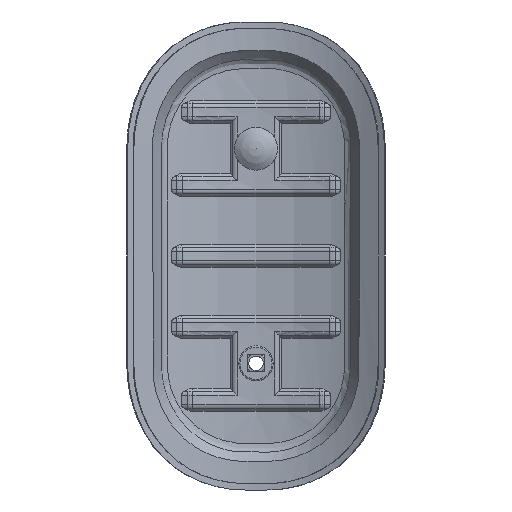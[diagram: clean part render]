
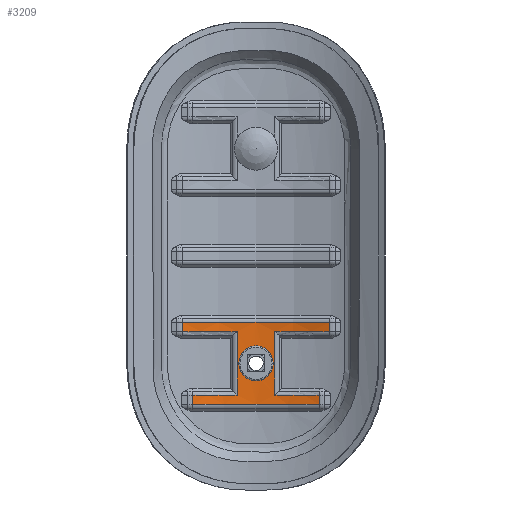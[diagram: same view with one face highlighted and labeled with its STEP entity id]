
A CAD part, front view. The second image highlights one B-rep face of the part: STEP entity #3209.
In plain terms, the highlighted cylindrical face has radius 103.3 mm (diameter 206.6 mm), a partial arc.
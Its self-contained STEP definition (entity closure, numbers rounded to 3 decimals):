
#938=CYLINDRICAL_SURFACE('',#39232,103.3);
#1261=FACE_BOUND('',#8894,.T.);
#1262=FACE_BOUND('',#8895,.T.);
#3209=ADVANCED_FACE('',(#1261,#1262),#938,.F.);
#8894=EDGE_LOOP('',(#14650,#14651,#14652,#14653,#14654,#14655,#14656,#14657,
#14658,#14659,#14660,#14661));
#8895=EDGE_LOOP('',(#14662));
#14650=ORIENTED_EDGE('',*,*,#26855,.T.);
#14651=ORIENTED_EDGE('',*,*,#26856,.T.);
#14652=ORIENTED_EDGE('',*,*,#26857,.F.);
#14653=ORIENTED_EDGE('',*,*,#26858,.T.);
#14654=ORIENTED_EDGE('',*,*,#26859,.T.);
#14655=ORIENTED_EDGE('',*,*,#26860,.T.);
#14656=ORIENTED_EDGE('',*,*,#26861,.T.);
#14657=ORIENTED_EDGE('',*,*,#26862,.T.);
#14658=ORIENTED_EDGE('',*,*,#26863,.F.);
#14659=ORIENTED_EDGE('',*,*,#26864,.T.);
#14660=ORIENTED_EDGE('',*,*,#26853,.T.);
#14661=ORIENTED_EDGE('',*,*,#26850,.T.);
#14662=ORIENTED_EDGE('',*,*,#26847,.T.);
#22824=VERTEX_POINT('',#64030);
#22826=VERTEX_POINT('',#64044);
#22827=VERTEX_POINT('',#64046);
#22828=VERTEX_POINT('',#64051);
#22829=VERTEX_POINT('',#64055);
#22830=VERTEX_POINT('',#64057);
#22831=VERTEX_POINT('',#64059);
#22832=VERTEX_POINT('',#64061);
#22833=VERTEX_POINT('',#64063);
#22834=VERTEX_POINT('',#64065);
#22835=VERTEX_POINT('',#64067);
#22836=VERTEX_POINT('',#64069);
#22837=VERTEX_POINT('',#64071);
#26847=EDGE_CURVE('',#22824,#22824,#30842,.T.);
#26850=EDGE_CURVE('',#22827,#22826,#32453,.T.);
#26853=EDGE_CURVE('',#22828,#22827,#34343,.T.);
#26855=EDGE_CURVE('',#22826,#22829,#34344,.T.);
#26856=EDGE_CURVE('',#22829,#22830,#32457,.T.);
#26857=EDGE_CURVE('',#22831,#22830,#34345,.T.);
#26858=EDGE_CURVE('',#22831,#22832,#32458,.T.);
#26859=EDGE_CURVE('',#22832,#22833,#34346,.T.);
#26860=EDGE_CURVE('',#22833,#22834,#32459,.T.);
#26861=EDGE_CURVE('',#22834,#22835,#34347,.T.);
#26862=EDGE_CURVE('',#22835,#22836,#32460,.T.);
#26863=EDGE_CURVE('',#22837,#22836,#34348,.T.);
#26864=EDGE_CURVE('',#22837,#22828,#32461,.T.);
#30842=B_SPLINE_CURVE_WITH_KNOTS('',3,(#64012,#64013,#64014,#64015,#64016,
#64017,#64018,#64019,#64020,#64021,#64022,#64023,#64024,#64025,#64026,#64027,
#64028,#64029),.UNSPECIFIED.,.T.,.F.,(2,2,2,2,2,2,2,2,2,2,2),(-0.125,0.,
0.125,0.25,0.375,0.5,0.625,0.75,0.875,1.,1.125),.UNSPECIFIED.);
#32453=CIRCLE('',#39221,103.3);
#32457=CIRCLE('',#39227,103.3);
#32458=CIRCLE('',#39228,103.3);
#32459=CIRCLE('',#39229,103.3);
#32460=CIRCLE('',#39230,103.3);
#32461=CIRCLE('',#39231,103.3);
#34343=LINE('',#64050,#36385);
#34344=LINE('',#64054,#36386);
#34345=LINE('',#64058,#36387);
#34346=LINE('',#64062,#36388);
#34347=LINE('',#64066,#36389);
#34348=LINE('',#64070,#36390);
#36385=VECTOR('',#45732,1.);
#36386=VECTOR('',#45737,1.);
#36387=VECTOR('',#45740,1.);
#36388=VECTOR('',#45743,1.);
#36389=VECTOR('',#45746,1.);
#36390=VECTOR('',#45749,1.);
#39221=AXIS2_PLACEMENT_3D('',#64045,#45724,#45725);
#39227=AXIS2_PLACEMENT_3D('',#64056,#45738,#45739);
#39228=AXIS2_PLACEMENT_3D('',#64060,#45741,#45742);
#39229=AXIS2_PLACEMENT_3D('',#64064,#45744,#45745);
#39230=AXIS2_PLACEMENT_3D('',#64068,#45747,#45748);
#39231=AXIS2_PLACEMENT_3D('',#64072,#45750,#45751);
#39232=AXIS2_PLACEMENT_3D('',#64073,#45752,#45753);
#45724=DIRECTION('',(0.,0.,-1.));
#45725=DIRECTION('',(-1.,0.,0.));
#45732=DIRECTION('',(0.,0.,-1.));
#45737=DIRECTION('',(0.,0.,-1.));
#45738=DIRECTION('',(0.,0.,1.));
#45739=DIRECTION('',(-1.,0.,0.));
#45740=DIRECTION('',(0.,0.,1.));
#45741=DIRECTION('',(0.,0.,-1.));
#45742=DIRECTION('',(-1.,0.,0.));
#45743=DIRECTION('',(0.,0.,1.));
#45744=DIRECTION('',(0.,0.,1.));
#45745=DIRECTION('',(-1.,0.,0.));
#45746=DIRECTION('',(0.,0.,1.));
#45747=DIRECTION('',(0.,0.,-1.));
#45748=DIRECTION('',(-1.,0.,0.));
#45749=DIRECTION('',(0.,0.,-1.));
#45750=DIRECTION('',(0.,0.,1.));
#45751=DIRECTION('',(-1.,0.,0.));
#45752=DIRECTION('',(0.,0.,-1.));
#45753=DIRECTION('',(-1.,0.,0.));
#64012=CARTESIAN_POINT('',(-1.828,103.301,-58.25));
#64013=CARTESIAN_POINT('',(-5.607,103.165,-56.249));
#64014=CARTESIAN_POINT('',(-7.01,103.064,-54.491));
#64015=CARTESIAN_POINT('',(-8.232,102.973,-50.429));
#64016=CARTESIAN_POINT('',(-8.054,102.99,-48.165));
#64017=CARTESIAN_POINT('',(-6.192,103.118,-44.379));
#64018=CARTESIAN_POINT('',(-4.475,103.223,-42.872));
#64019=CARTESIAN_POINT('',(-0.439,103.319,-41.563));
#64020=CARTESIAN_POINT('',(1.842,103.301,-41.759));
#64021=CARTESIAN_POINT('',(5.585,103.166,-43.738));
#64022=CARTESIAN_POINT('',(7.013,103.063,-45.521));
#64023=CARTESIAN_POINT('',(8.227,102.974,-49.554));
#64024=CARTESIAN_POINT('',(8.058,102.989,-51.824));
#64025=CARTESIAN_POINT('',(6.192,103.119,-55.625));
#64026=CARTESIAN_POINT('',(4.474,103.223,-57.129));
#64027=CARTESIAN_POINT('',(0.435,103.319,-58.438));
#64028=CARTESIAN_POINT('',(-1.828,103.301,-58.25));
#64029=CARTESIAN_POINT('',(-5.607,103.165,-56.249));
#64030=CARTESIAN_POINT('',(-3.717,103.233,-57.25));
#64044=CARTESIAN_POINT('',(-8.793,102.925,-35.172));
#64045=CARTESIAN_POINT('',(0.,0.,-35.172));
#64046=CARTESIAN_POINT('',(-34.112,97.505,-35.172));
#64050=CARTESIAN_POINT('',(-34.112,97.505,-27.));
#64051=CARTESIAN_POINT('',(-34.112,97.505,-30.828));
#64054=CARTESIAN_POINT('',(-8.793,102.925,-27.));
#64055=CARTESIAN_POINT('',(-8.793,102.925,-64.828));
#64056=CARTESIAN_POINT('',(0.,0.,-64.828));
#64057=CARTESIAN_POINT('',(-29.387,99.032,-64.828));
#64058=CARTESIAN_POINT('',(-29.387,99.032,-73.));
#64059=CARTESIAN_POINT('',(-29.387,99.032,-69.172));
#64060=CARTESIAN_POINT('',(0.,0.,-69.172));
#64061=CARTESIAN_POINT('',(29.387,99.032,-69.172));
#64062=CARTESIAN_POINT('',(29.387,99.032,-27.));
#64063=CARTESIAN_POINT('',(29.387,99.032,-64.828));
#64064=CARTESIAN_POINT('',(0.,0.,-64.828));
#64065=CARTESIAN_POINT('',(8.793,102.925,-64.828));
#64066=CARTESIAN_POINT('',(8.793,102.925,-27.));
#64067=CARTESIAN_POINT('',(8.793,102.925,-35.172));
#64068=CARTESIAN_POINT('',(0.,0.,-35.172));
#64069=CARTESIAN_POINT('',(34.112,97.505,-35.172));
#64070=CARTESIAN_POINT('',(34.112,97.505,-27.));
#64071=CARTESIAN_POINT('',(34.112,97.505,-30.828));
#64072=CARTESIAN_POINT('',(0.,0.,-30.828));
#64073=CARTESIAN_POINT('',(0.,0.,-27.));
